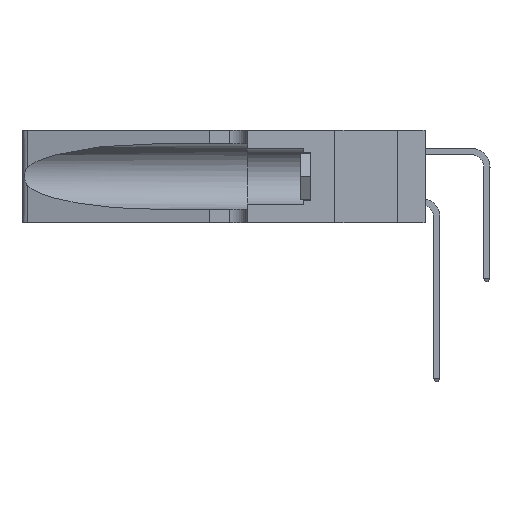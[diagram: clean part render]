
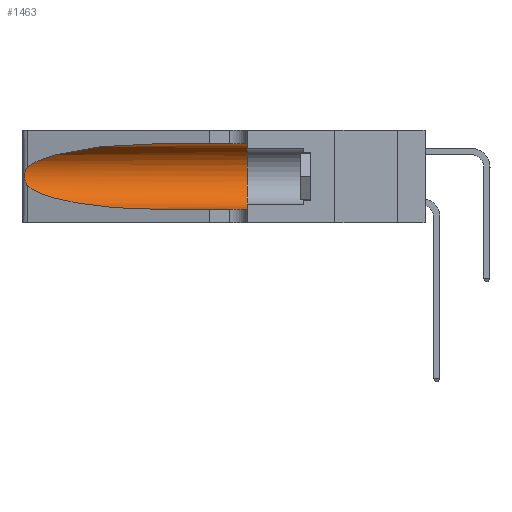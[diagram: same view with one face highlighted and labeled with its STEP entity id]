
A CAD part, left-side view. The second image highlights one B-rep face of the part: STEP entity #1463.
In plain terms, the highlighted cylindrical face has radius 3.308 mm (diameter 6.617 mm), a partial arc.
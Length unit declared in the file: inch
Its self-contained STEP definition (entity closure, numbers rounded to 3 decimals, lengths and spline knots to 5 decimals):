
#70 = FACE_OUTER_BOUND ( 'NONE', #12471, .T. ) ;
#196 = B_SPLINE_CURVE_WITH_KNOTS ( 'NONE', 3,
 ( #4431, #1739, #7033, #24890, #9594, #27425, #12155, #29946, #14721, #32454, #17333, #1970, #19917, #4547 ),
 .UNSPECIFIED., .F., .F.,
 ( 4, 2, 2, 2, 2, 2, 4 ),
 ( 0., 0.00027, 0.00053, 0.00107, 0.0016, 0.00187, 0.00214 ),
 .UNSPECIFIED. ) ;
#856 = DIRECTION ( 'NONE',  ( 0., 0., -1. ) ) ;
#1463 = ADVANCED_FACE ( 'NONE', ( #70 ), #12941, .F. ) ;
#1739 = CARTESIAN_POINT ( 'NONE',  ( 0.25555, 1.22994, 0.2215 ) ) ;
#1914 = VERTEX_POINT ( 'NONE', #12835 ) ;
#1970 = CARTESIAN_POINT ( 'NONE',  ( 0.25639, 1.23186, 0.15144 ) ) ;
#2868 = ORIENTED_EDGE ( 'NONE', *, *, #19044, .T. ) ;
#3483 = LINE ( 'NONE', #26607, #23892 ) ;
#4134 = VECTOR ( 'NONE', #19420, 39.37008 ) ;
#4431 = CARTESIAN_POINT ( 'NONE',  ( 0.25487, 1.22718, 0.22369 ) ) ;
#4547 = CARTESIAN_POINT ( 'NONE',  ( 0.25487, 1.22718, 0.14631 ) ) ;
#4647 = CARTESIAN_POINT ( 'NONE',  ( 0.1305, 0.72297, 0.05475 ) ) ;
#6574 = AXIS2_PLACEMENT_3D ( 'NONE', #15311, #33018, #17927 ) ;
#7033 = CARTESIAN_POINT ( 'NONE',  ( 0.25639, 1.23184, 0.21858 ) ) ;
#7382 = CARTESIAN_POINT ( 'NONE',  ( 0.18966, 0.96281, 0.31525 ) ) ;
#8758 = DIRECTION ( 'NONE',  ( 0., -1., 0. ) ) ;
#9184 = ORIENTED_EDGE ( 'NONE', *, *, #27786, .T. ) ;
#9196 = CARTESIAN_POINT ( 'NONE',  ( 0.2373, 1.15595, 0.08982 ) ) ;
#9594 = CARTESIAN_POINT ( 'NONE',  ( 0.25854, 1.2359, 0.20912 ) ) ;
#9943 = CARTESIAN_POINT ( 'NONE',  ( 0.2373, 1.15595, 0.28018 ) ) ;
#10840 = ORIENTED_EDGE ( 'NONE', *, *, #26799, .F. ) ;
#11150 = CARTESIAN_POINT ( 'NONE',  ( 0.1305, 0.35, 0.05475 ) ) ;
#12155 = CARTESIAN_POINT ( 'NONE',  ( 0.26075, 1.23896, 0.19203 ) ) ;
#12227 = AXIS2_PLACEMENT_3D ( 'NONE', #16238, #13647, #856 ) ;
#12471 = EDGE_LOOP ( 'NONE', ( #15436, #20717, #2868, #9184, #10840, #19498 ) ) ;
#12835 = CARTESIAN_POINT ( 'NONE',  ( 0.25487, 1.22718, 0.14631 ) ) ;
#12895 = CARTESIAN_POINT ( 'NONE',  ( 0.25487, 1.22718, 0.22369 ) ) ;
#12941 = CYLINDRICAL_SURFACE ( 'NONE', #12227, 0.13025 ) ;
#12945 = VERTEX_POINT ( 'NONE', #29880 ) ;
#13647 = DIRECTION ( 'NONE',  ( 0., -1., 0. ) ) ;
#14322 = CARTESIAN_POINT ( 'NONE',  ( 0.1305, 0.72297, 0.05475 ) ) ;
#14425 =( BOUNDED_CURVE ( )  B_SPLINE_CURVE ( 3, ( #15078, #7382, #9943, #17690 ),
 .UNSPECIFIED., .F., .F. ) 
 B_SPLINE_CURVE_WITH_KNOTS ( ( 4, 4 ),
 ( 1.5708, 2.84003 ),
 .UNSPECIFIED. ) 
 CURVE ( )  GEOMETRIC_REPRESENTATION_ITEM ( )  RATIONAL_B_SPLINE_CURVE ( ( 1., 0.87, 0.87, 1. ) ) 
 REPRESENTATION_ITEM ( '' )  );
#14721 = CARTESIAN_POINT ( 'NONE',  ( 0.26017, 1.23833, 0.17102 ) ) ;
#15078 = CARTESIAN_POINT ( 'NONE',  ( 0.1305, 0.72297, 0.31525 ) ) ;
#15311 = CARTESIAN_POINT ( 'NONE',  ( 0.1305, 0.35, 0.185 ) ) ;
#15436 = ORIENTED_EDGE ( 'NONE', *, *, #17887, .T. ) ;
#16238 = CARTESIAN_POINT ( 'NONE',  ( 0.1305, 1.61858, 0.185 ) ) ;
#16808 = CARTESIAN_POINT ( 'NONE',  ( 0.25487, 1.22718, 0.14631 ) ) ;
#16816 = CARTESIAN_POINT ( 'NONE',  ( 0.1305, 1.61858, 0.31525 ) ) ;
#16990 = EDGE_CURVE ( 'NONE', #23140, #12945, #24537, .T. ) ;
#17333 = CARTESIAN_POINT ( 'NONE',  ( 0.25789, 1.23486, 0.15765 ) ) ;
#17690 = CARTESIAN_POINT ( 'NONE',  ( 0.25487, 1.22718, 0.22369 ) ) ;
#17887 = EDGE_CURVE ( 'NONE', #23140, #29255, #14425, .T. ) ;
#17927 = DIRECTION ( 'NONE',  ( 0., 0., 1. ) ) ;
#19044 = EDGE_CURVE ( 'NONE', #1914, #27392, #29702, .T. ) ;
#19420 = DIRECTION ( 'NONE',  ( 0., -1., 0. ) ) ;
#19498 = ORIENTED_EDGE ( 'NONE', *, *, #16990, .F. ) ;
#19917 = CARTESIAN_POINT ( 'NONE',  ( 0.25555, 1.22993, 0.14849 ) ) ;
#20717 = ORIENTED_EDGE ( 'NONE', *, *, #24348, .T. ) ;
#22781 = CARTESIAN_POINT ( 'NONE',  ( 0.1305, 0.72297, 0.31525 ) ) ;
#23140 = VERTEX_POINT ( 'NONE', #22781 ) ;
#23892 = VECTOR ( 'NONE', #8758, 39.37008 ) ;
#24348 = EDGE_CURVE ( 'NONE', #29255, #1914, #196, .T. ) ;
#24537 = LINE ( 'NONE', #16816, #4134 ) ;
#24890 = CARTESIAN_POINT ( 'NONE',  ( 0.25787, 1.23484, 0.2124 ) ) ;
#26607 = CARTESIAN_POINT ( 'NONE',  ( 0.1305, 1.61858, 0.05475 ) ) ;
#26799 = EDGE_CURVE ( 'NONE', #12945, #28831, #32209, .T. ) ;
#27392 = VERTEX_POINT ( 'NONE', #4647 ) ;
#27425 = CARTESIAN_POINT ( 'NONE',  ( 0.26018, 1.23835, 0.19895 ) ) ;
#27786 = EDGE_CURVE ( 'NONE', #27392, #28831, #3483, .T. ) ;
#28831 = VERTEX_POINT ( 'NONE', #11150 ) ;
#29255 = VERTEX_POINT ( 'NONE', #12895 ) ;
#29554 = CARTESIAN_POINT ( 'NONE',  ( 0.18966, 0.96281, 0.05475 ) ) ;
#29702 =( BOUNDED_CURVE ( )  B_SPLINE_CURVE ( 3, ( #16808, #9196, #29554, #14322 ),
 .UNSPECIFIED., .F., .F. ) 
 B_SPLINE_CURVE_WITH_KNOTS ( ( 4, 4 ),
 ( 3.44316, 4.71239 ),
 .UNSPECIFIED. ) 
 CURVE ( )  GEOMETRIC_REPRESENTATION_ITEM ( )  RATIONAL_B_SPLINE_CURVE ( ( 1., 0.87, 0.87, 1. ) ) 
 REPRESENTATION_ITEM ( '' )  );
#29880 = CARTESIAN_POINT ( 'NONE',  ( 0.1305, 0.35, 0.31525 ) ) ;
#29946 = CARTESIAN_POINT ( 'NONE',  ( 0.26075, 1.23896, 0.178 ) ) ;
#32209 = CIRCLE ( 'NONE', #6574, 0.13025 ) ;
#32454 = CARTESIAN_POINT ( 'NONE',  ( 0.25856, 1.23593, 0.16098 ) ) ;
#33018 = DIRECTION ( 'NONE',  ( 0., 1., 0. ) ) ;
